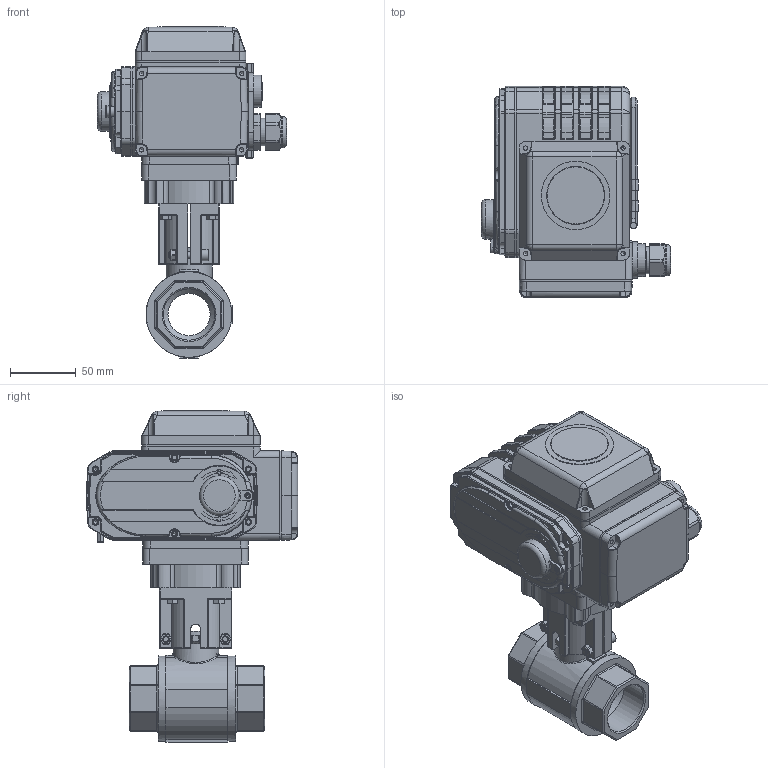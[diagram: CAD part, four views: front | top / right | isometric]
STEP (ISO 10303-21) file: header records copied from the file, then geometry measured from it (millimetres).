
FILE_DESCRIPTION(/* description */ ('Unknown'),/* implementation_level */ '2;1');
FILE_NAME(/* name */ 'AE04_05 852-07',/* time_stamp */ '2022-10-20T09:15:03+02:00',/* author */ ('Unknown'),/* organization */ ('Unknown'),/* preprocessor_version */ 'ST-DEVELOPER v16.7',/* originating_system */ 'Solid Edge',/* authorisation */ 'Unknown');
FILE_SCHEMA (('AUTOMOTIVE_DESIGN {1 0 10303 214 3 1 1}'));
Products named in the file (29): AE30-2.852.032; 2.852.032; Befestigungsflansch F05; DIN912_M5x25; DIN934_M5; AE04-AE08_(AE30_AE50); Z倰眊极橾遴20170830; 驱动盖组件; 驱动盖胶垫; Z倰忒梟縐啣; NQ10-034 梓僅啣; NQ10-033 硌渀; 萇蚾裔郪璃; 萇蚾裔; NQ10-035 噩え; 萇蚾裔蝶菜; 秶郘裔郪璃; 秶郘裔; 秶郘裔蝶菜; 盄黑; 盄坶; 盄坶1; 盄坶2; NQZ-018忒雄紱釬諳裔; Z型驱动盖最新外型20170830; 假蚾啣; 薊粣ん; 忒梟; DIN558 M5x14
Assembly tree (34 placements, depth 4):
  AE30-2.852.032
    2.852.032
    Befestigungsflansch F05  x2
    DIN912_M5x25  x2
    DIN934_M5  x2
    AE04-AE08_(AE30_AE50)
      Z倰眊极橾遴20170830
      驱动盖组件
        驱动盖胶垫
      Z倰忒梟縐啣
      NQ10-034 梓僅啣
      NQ10-033 硌渀
      萇蚾裔郪璃
        萇蚾裔
        NQ10-035 噩え
        萇蚾裔蝶菜
      秶郘裔郪璃
        秶郘裔
        秶郘裔蝶菜
      盄黑
      盄坶
        盄坶1
        盄坶2
      NQZ-018忒雄紱釬諳裔
      Z型驱动盖最新外型20170830
      假蚾啣
      薊粣ん
      忒梟
    DIN558 M5x14  x4
Bounding box: 143.5 x 160.5 x 252 mm (x, y, z)
Volume: 1305070.5 mm3; surface area: 277442.7 mm2
Topology: 29 solids, 31 shells, 2707 faces, 6878 edges, 4262 vertices
Faces by surface type: plane 1114, cylinder 952, torus 296, bspline 213, cone 75, sphere 57
Full cylindrical faces by diameter (mm): 2.5 x2, 3.2 x2, 3.3 x22, 3.5 x1, 4 x6, 4.134 x4, 4.2 x5, 4.5 x14, 4.8 x14, 5 x20, 5.3 x4, 6.6 x2, 6.8 x8, 7 x8, 8 x1, 8.5 x2, 10.1 x4, 12.3 x1, 13.2 x1, 13.5 x1, 13.8 x1, 14 x1, 15 x2, 18.7 x1, 19 x3, 19.16 x1, 20 x1, 21 x3, 24 x1, 24.5 x1
Entity records: 85774 total; most frequent: CARTESIAN_POINT 23340, DIRECTION 12565, ORIENTED_EDGE 12362, EDGE_CURVE 6181, AXIS2_PLACEMENT_3D 4640, VERTEX_POINT 4006, LINE 3285, VECTOR 3285
